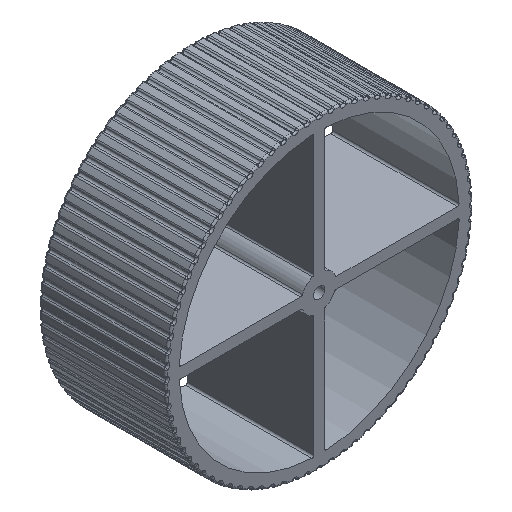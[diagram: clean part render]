
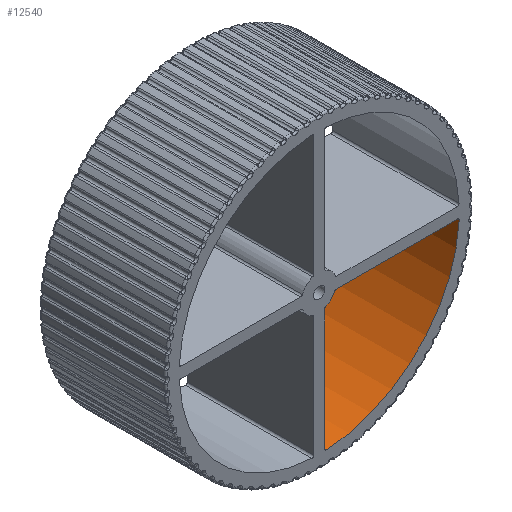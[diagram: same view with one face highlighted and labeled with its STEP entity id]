
A CAD part, isometric view. The second image highlights one B-rep face of the part: STEP entity #12540.
In plain terms, the highlighted cylindrical face has radius 77.5 mm (diameter 155 mm), a partial arc.
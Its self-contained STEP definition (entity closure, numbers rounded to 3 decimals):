
#693=CIRCLE('',#13567,77.5);
#694=CIRCLE('',#13568,77.5);
#2339=FACE_OUTER_BOUND('',#3336,.T.);
#3336=EDGE_LOOP('',(#8185,#8186,#8187,#8188));
#4349=LINE('',#21998,#4719);
#4350=LINE('',#22004,#4720);
#4719=VECTOR('',#16258,10.);
#4720=VECTOR('',#16265,10.);
#5103=VERTEX_POINT('',#21995);
#5104=VERTEX_POINT('',#21997);
#5105=VERTEX_POINT('',#22001);
#5106=VERTEX_POINT('',#22003);
#6145=EDGE_CURVE('',#5103,#5104,#4349,.T.);
#6147=EDGE_CURVE('',#5105,#5103,#693,.T.);
#6148=EDGE_CURVE('',#5105,#5106,#4350,.T.);
#6149=EDGE_CURVE('',#5104,#5106,#694,.T.);
#8185=ORIENTED_EDGE('',*,*,#6147,.F.);
#8186=ORIENTED_EDGE('',*,*,#6148,.T.);
#8187=ORIENTED_EDGE('',*,*,#6149,.F.);
#8188=ORIENTED_EDGE('',*,*,#6145,.F.);
#12191=CYLINDRICAL_SURFACE('',#13566,77.5);
#12540=ADVANCED_FACE('',(#2339),#12191,.F.);
#13566=AXIS2_PLACEMENT_3D('',#22000,#16261,#16262);
#13567=AXIS2_PLACEMENT_3D('',#22002,#16263,#16264);
#13568=AXIS2_PLACEMENT_3D('',#22005,#16266,#16267);
#16258=DIRECTION('',(0.,-1.,0.));
#16261=DIRECTION('center_axis',(0.,-1.,0.));
#16262=DIRECTION('ref_axis',(0.999,0.,-0.052));
#16263=DIRECTION('center_axis',(0.,-1.,0.));
#16264=DIRECTION('ref_axis',(0.999,0.,-0.052));
#16265=DIRECTION('',(0.,-1.,0.));
#16266=DIRECTION('center_axis',(0.,1.,0.));
#16267=DIRECTION('ref_axis',(0.999,0.,-0.052));
#21995=CARTESIAN_POINT('',(77.394,70.,-4.052));
#21997=CARTESIAN_POINT('',(77.394,0.,-4.052));
#21998=CARTESIAN_POINT('',(77.394,70.,-4.052));
#22000=CARTESIAN_POINT('Origin',(0.,70.,0.));
#22001=CARTESIAN_POINT('',(4.052,70.,-77.394));
#22002=CARTESIAN_POINT('Origin',(0.,70.,0.));
#22003=CARTESIAN_POINT('',(4.052,0.,-77.394));
#22004=CARTESIAN_POINT('',(4.052,70.,-77.394));
#22005=CARTESIAN_POINT('Origin',(0.,0.,0.));
